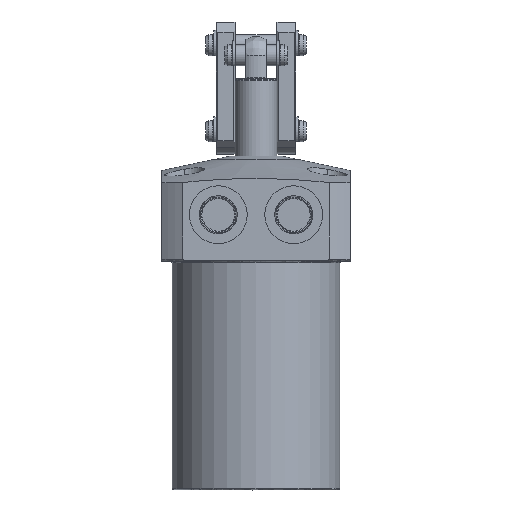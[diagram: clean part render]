
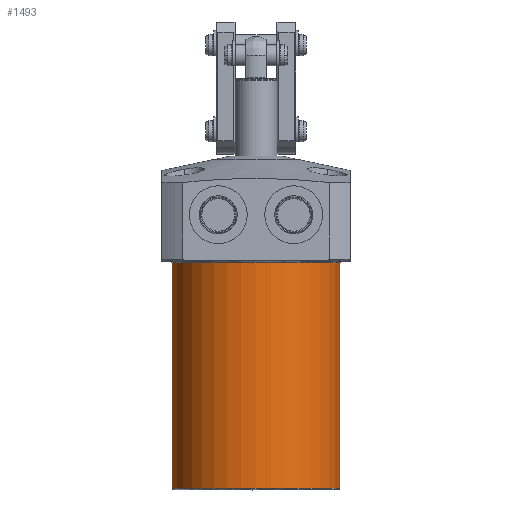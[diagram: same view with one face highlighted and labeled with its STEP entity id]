
A CAD part, top view. The second image highlights one B-rep face of the part: STEP entity #1493.
In plain terms, the highlighted cylindrical face has radius 20 mm (diameter 40 mm), a partial arc.
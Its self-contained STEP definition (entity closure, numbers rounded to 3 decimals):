
#5 = ORIENTED_EDGE ( 'NONE', *, *, #1055, .T. ) ;
#133 = ORIENTED_EDGE ( 'NONE', *, *, #1056, .T. ) ;
#141 = ORIENTED_EDGE ( 'NONE', *, *, #1057, .F. ) ;
#201 = ORIENTED_EDGE ( 'NONE', *, *, #1044, .T. ) ;
#1044 = EDGE_CURVE ( 'NONE', #8424, #8422, #6953, .T. ) ;
#1055 = EDGE_CURVE ( 'NONE', #8416, #8421, #6912, .T. ) ;
#1056 = EDGE_CURVE ( 'NONE', #8421, #8424, #6991, .T. ) ;
#1057 = EDGE_CURVE ( 'NONE', #8416, #8422, #6982, .T. ) ;
#1493 = ADVANCED_FACE ( 'NONE', ( #1789 ), #1790, .T. ) ;
#1789 = FACE_OUTER_BOUND ( 'NONE', #8282, .T. ) ;
#1790 = CYLINDRICAL_SURFACE ( 'NONE', #7377, 20. ) ;
#2387 = CARTESIAN_POINT ( 'NONE',  ( 0., 0., 0. ) ) ;
#2388 = DIRECTION ( 'NONE',  ( 0., 1., 0. ) ) ;
#2389 = DIRECTION ( 'NONE',  ( -1., 0., 0. ) ) ;
#5555 = CARTESIAN_POINT ( 'NONE',  ( -20., -78.3, 0. ) ) ;
#5560 = CARTESIAN_POINT ( 'NONE',  ( 20., -78.3, 0. ) ) ;
#5561 = CARTESIAN_POINT ( 'NONE',  ( -20., -24.6, 0. ) ) ;
#5563 = CARTESIAN_POINT ( 'NONE',  ( 20., -24.6, 0. ) ) ;
#6662 = AXIS2_PLACEMENT_3D ( 'NONE', #9135, #9134, #9133 ) ;
#6671 = AXIS2_PLACEMENT_3D ( 'NONE', #8998, #8997, #8996 ) ;
#6887 = VECTOR ( 'NONE', #8994, 1000. ) ;
#6912 = CIRCLE ( 'NONE', #6671, 20. ) ;
#6953 = CIRCLE ( 'NONE', #6662, 20. ) ;
#6982 = LINE ( 'NONE', #8995, #6887 ) ;
#6986 = VECTOR ( 'NONE', #9002, 1000. ) ;
#6991 = LINE ( 'NONE', #9015, #6986 ) ;
#7377 = AXIS2_PLACEMENT_3D ( 'NONE', #2387, #2388, #2389 ) ;
#8282 = EDGE_LOOP ( 'NONE', ( #5, #133, #201, #141 ) ) ;
#8416 = VERTEX_POINT ( 'NONE', #5555 ) ;
#8421 = VERTEX_POINT ( 'NONE', #5560 ) ;
#8422 = VERTEX_POINT ( 'NONE', #5561 ) ;
#8424 = VERTEX_POINT ( 'NONE', #5563 ) ;
#8994 = DIRECTION ( 'NONE',  ( 0., 1., 0. ) ) ;
#8995 = CARTESIAN_POINT ( 'NONE',  ( -20., 0., 0. ) ) ;
#8996 = DIRECTION ( 'NONE',  ( -1., 0., 0. ) ) ;
#8997 = DIRECTION ( 'NONE',  ( 0., 1., 0. ) ) ;
#8998 = CARTESIAN_POINT ( 'NONE',  ( 0., -78.3, 0. ) ) ;
#9002 = DIRECTION ( 'NONE',  ( 0., 1., 0. ) ) ;
#9015 = CARTESIAN_POINT ( 'NONE',  ( 20., 0., 0. ) ) ;
#9133 = DIRECTION ( 'NONE',  ( -1., 0., 0. ) ) ;
#9134 = DIRECTION ( 'NONE',  ( 0., -1., 0. ) ) ;
#9135 = CARTESIAN_POINT ( 'NONE',  ( 0., -24.6, 0. ) ) ;
